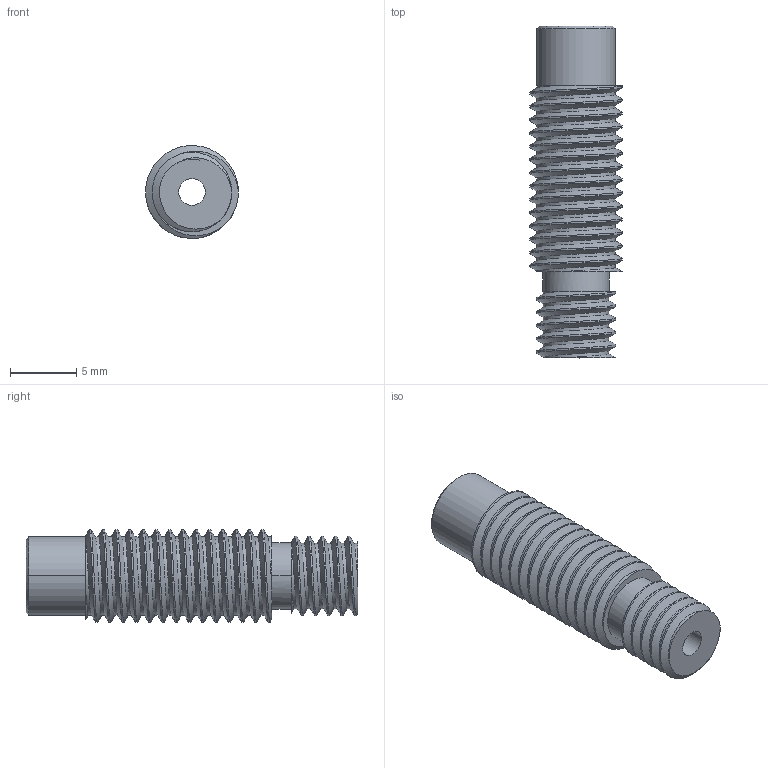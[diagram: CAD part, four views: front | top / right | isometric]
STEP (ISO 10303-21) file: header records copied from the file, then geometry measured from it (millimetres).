
FILE_DESCRIPTION (( 'STEP AP203' ), '1' );
FILE_NAME ('TC4-H2.STEP', '2021-03-02T19:23:29', ( '倢毞' ), ( '倢毞馱釬弅' ), 'SwSTEP 2.0', 'SolidWorks 2017', '' );
FILE_SCHEMA (( 'CONFIG_CONTROL_DESIGN' ));
Length unit declared in the file: millimetre
Products named in the file (1): TC4-H2
Bounding box: 7 x 25 x 6.99 mm (x, y, z)
Volume: 464.2 mm3; surface area: 1034.4 mm2
Topology: 1 solids, 1 shells, 66 faces, 174 edges, 112 vertices
Faces by surface type: cylinder 48, cone 6, plane 6, bspline 6
Entity records: 5345 total; most frequent: CARTESIAN_POINT 3907, ORIENTED_EDGE 348, DIRECTION 226, EDGE_CURVE 174, VERTEX_POINT 112, AXIS2_PLACEMENT_3D 87, EDGE_LOOP 70, ADVANCED_FACE 66
